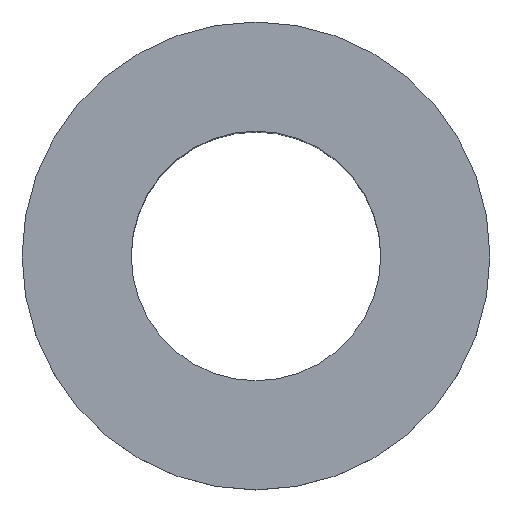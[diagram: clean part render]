
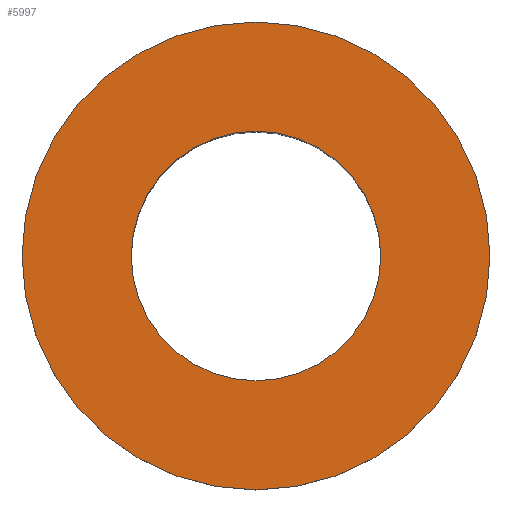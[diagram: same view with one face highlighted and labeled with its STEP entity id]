
A CAD part, top view. The second image highlights one B-rep face of the part: STEP entity #5997.
In plain terms, the highlighted planar face has unit normal (0, 0, 1).
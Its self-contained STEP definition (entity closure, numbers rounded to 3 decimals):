
#10 = EDGE_LOOP ( 'NONE', ( #4042, #4032 ) ) ;
#11 = EDGE_LOOP ( 'NONE', ( #4058, #4044 ) ) ;
#129 = VERTEX_POINT ( 'NONE', #5413 ) ;
#225 = VERTEX_POINT ( 'NONE', #2300 ) ;
#232 = VERTEX_POINT ( 'NONE', #1229 ) ;
#234 = VERTEX_POINT ( 'NONE', #1225 ) ;
#733 = PLANE ( 'NONE',  #3298 ) ;
#734 = CARTESIAN_POINT ( 'NONE',  ( 0., 0., 32. ) ) ;
#735 = DIRECTION ( 'NONE',  ( 0., 0., 1. ) ) ;
#736 = DIRECTION ( 'NONE',  ( 1., 0., 0. ) ) ;
#1225 = CARTESIAN_POINT ( 'NONE',  ( 8., 0., 32. ) ) ;
#1229 = CARTESIAN_POINT ( 'NONE',  ( 15., 0., 32. ) ) ;
#1317 = EDGE_CURVE ( 'NONE', #129, #232, #4931, .T. ) ;
#1532 = CARTESIAN_POINT ( 'NONE',  ( 0., 0., 32. ) ) ;
#1533 = DIRECTION ( 'NONE',  ( 0., 0., -1. ) ) ;
#1534 = DIRECTION ( 'NONE',  ( -1., 0., 0. ) ) ;
#2014 = CIRCLE ( 'NONE', #2777, 8. ) ;
#2300 = CARTESIAN_POINT ( 'NONE',  ( -8., 0., 32. ) ) ;
#2452 = CIRCLE ( 'NONE', #2760, 15. ) ;
#2616 = EDGE_CURVE ( 'NONE', #234, #225, #4815, .T. ) ;
#2658 = EDGE_CURVE ( 'NONE', #232, #129, #2452, .T. ) ;
#2708 = AXIS2_PLACEMENT_3D ( 'NONE', #5165, #5166, #5167 ) ;
#2738 = AXIS2_PLACEMENT_3D ( 'NONE', #5721, #5722, #5723 ) ;
#2760 = AXIS2_PLACEMENT_3D ( 'NONE', #5292, #5293, #5294 ) ;
#2777 = AXIS2_PLACEMENT_3D ( 'NONE', #1532, #1533, #1534 ) ;
#3159 = FACE_BOUND ( 'NONE', #11, .T. ) ;
#3160 = FACE_OUTER_BOUND ( 'NONE', #10, .T. ) ;
#3298 = AXIS2_PLACEMENT_3D ( 'NONE', #734, #735, #736 ) ;
#4032 = ORIENTED_EDGE ( 'NONE', *, *, #2658, .T. ) ;
#4042 = ORIENTED_EDGE ( 'NONE', *, *, #1317, .T. ) ;
#4044 = ORIENTED_EDGE ( 'NONE', *, *, #2616, .T. ) ;
#4058 = ORIENTED_EDGE ( 'NONE', *, *, #5017, .T. ) ;
#4815 = CIRCLE ( 'NONE', #2738, 8. ) ;
#4931 = CIRCLE ( 'NONE', #2708, 15. ) ;
#5017 = EDGE_CURVE ( 'NONE', #225, #234, #2014, .T. ) ;
#5165 = CARTESIAN_POINT ( 'NONE',  ( 0., 0., 32. ) ) ;
#5166 = DIRECTION ( 'NONE',  ( 0., 0., 1. ) ) ;
#5167 = DIRECTION ( 'NONE',  ( 1., 0., 0. ) ) ;
#5292 = CARTESIAN_POINT ( 'NONE',  ( 0., 0., 32. ) ) ;
#5293 = DIRECTION ( 'NONE',  ( 0., 0., 1. ) ) ;
#5294 = DIRECTION ( 'NONE',  ( 1., 0., 0. ) ) ;
#5413 = CARTESIAN_POINT ( 'NONE',  ( -15., 0., 32. ) ) ;
#5721 = CARTESIAN_POINT ( 'NONE',  ( 0., 0., 32. ) ) ;
#5722 = DIRECTION ( 'NONE',  ( 0., 0., -1. ) ) ;
#5723 = DIRECTION ( 'NONE',  ( -1., 0., 0. ) ) ;
#5997 = ADVANCED_FACE ( 'NONE', ( #3159, #3160 ), #733, .T. ) ;
